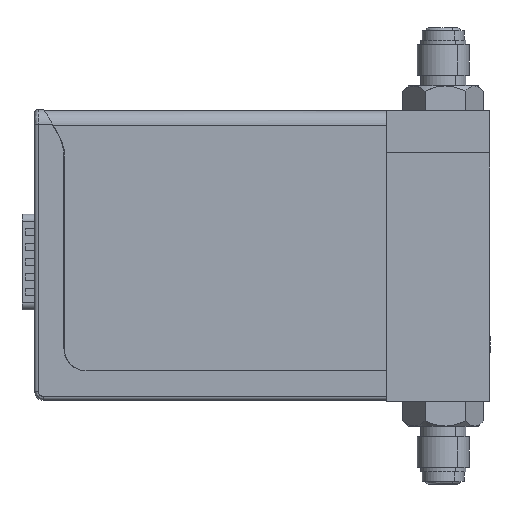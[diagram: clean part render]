
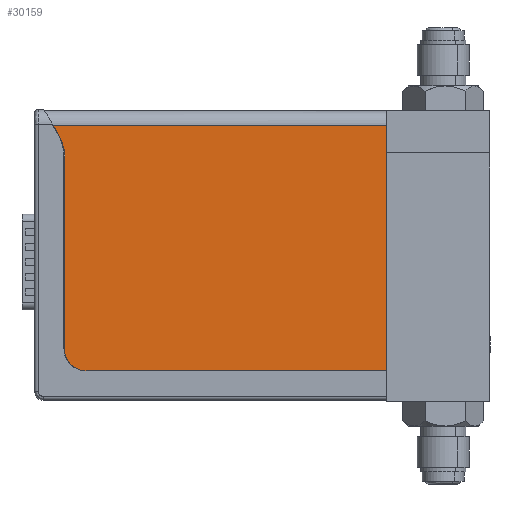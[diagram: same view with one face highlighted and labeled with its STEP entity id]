
A CAD part, left-side view. The second image highlights one B-rep face of the part: STEP entity #30159.
In plain terms, the highlighted planar face has unit normal (-1, 0, 0).
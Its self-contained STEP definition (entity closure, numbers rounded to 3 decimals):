
#21 = CARTESIAN_POINT ( 'NONE',  ( 0., -6.192, -6.642 ) ) ;
#316 = CARTESIAN_POINT ( 'NONE',  ( 0., -13.6, -70.7 ) ) ;
#351 = CARTESIAN_POINT ( 'NONE',  ( 0., -4.667, -4. ) ) ;
#7098 = VERTEX_POINT ( 'NONE', #61364 ) ;
#7112 = VERTEX_POINT ( 'NONE', #351 ) ;
#7158 = VERTEX_POINT ( 'NONE', #61430 ) ;
#7163 = VERTEX_POINT ( 'NONE', #316 ) ;
#7422 = VERTEX_POINT ( 'NONE', #61687 ) ;
#7586 = VERTEX_POINT ( 'NONE', #21 ) ;
#8045 = VERTEX_POINT ( 'NONE', #53762 ) ;
#16536 = AXIS2_PLACEMENT_3D ( 'NONE', #38900, #38937, #38939 ) ;
#20206 = EDGE_CURVE ( 'NONE', #7112, #7098, #41977, .T. ) ;
#20209 = EDGE_CURVE ( 'NONE', #7586, #7112, #42002, .T. ) ;
#20211 = EDGE_CURVE ( 'NONE', #7158, #7586, #41988, .T. ) ;
#20213 = EDGE_CURVE ( 'NONE', #7422, #7158, #41994, .T. ) ;
#20215 = EDGE_CURVE ( 'NONE', #7163, #7422, #42001, .T. ) ;
#20217 = EDGE_CURVE ( 'NONE', #8045, #7163, #42012, .T. ) ;
#20219 = EDGE_CURVE ( 'NONE', #7098, #8045, #41998, .T. ) ;
#30159 = ADVANCED_FACE ( 'NONE', ( #38565 ), #38902, .F. ) ;
#38565 = FACE_OUTER_BOUND ( 'NONE', #61989, .T. ) ;
#38900 = CARTESIAN_POINT ( 'NONE',  ( 0., -13.6, -64.9 ) ) ;
#38902 = PLANE ( 'NONE',  #16536 ) ;
#38937 = DIRECTION ( 'NONE',  ( 1., 0., 0. ) ) ;
#38939 = DIRECTION ( 'NONE',  ( 0., -1., 0. ) ) ;
#41135 = CARTESIAN_POINT ( 'NONE',  ( 0., -13.6, -4. ) ) ;
#41141 = CARTESIAN_POINT ( 'NONE',  ( 0., -6.192, -6.642 ) ) ;
#41143 = DIRECTION ( 'NONE',  ( 0., -1., 0. ) ) ;
#41144 = DIRECTION ( 'NONE',  ( 0., 0.5, 0.866 ) ) ;
#41148 = CARTESIAN_POINT ( 'NONE',  ( 0., -7.8, -64.9 ) ) ;
#41151 = CARTESIAN_POINT ( 'NONE',  ( 0., 4.2, -12.642 ) ) ;
#41152 = DIRECTION ( 'NONE',  ( -1., 0., 0. ) ) ;
#41153 = DIRECTION ( 'NONE',  ( 0., 1., 0. ) ) ;
#41154 = DIRECTION ( 'NONE',  ( 0., 0., 1. ) ) ;
#41155 = CARTESIAN_POINT ( 'NONE',  ( 0., -13.6, -70.7 ) ) ;
#41157 = CARTESIAN_POINT ( 'NONE',  ( 0., -95.4, -64.9 ) ) ;
#41158 = CARTESIAN_POINT ( 'NONE',  ( 0., -13.6, -64.9 ) ) ;
#41159 = DIRECTION ( 'NONE',  ( 1., 0., 0. ) ) ;
#41160 = DIRECTION ( 'NONE',  ( 0., 1., 0. ) ) ;
#41161 = DIRECTION ( 'NONE',  ( 0., 1., 0. ) ) ;
#41164 = DIRECTION ( 'NONE',  ( 0., 0., -1. ) ) ;
#41977 = LINE ( 'NONE', #41135, #41999 ) ;
#41988 = CIRCLE ( 'NONE', #51543, 12. ) ;
#41994 = LINE ( 'NONE', #41148, #42008 ) ;
#41998 = LINE ( 'NONE', #41157, #42018 ) ;
#41999 = VECTOR ( 'NONE', #41143, 1000. ) ;
#42001 = CIRCLE ( 'NONE', #51552, 5.8 ) ;
#42002 = LINE ( 'NONE', #41141, #42004 ) ;
#42004 = VECTOR ( 'NONE', #41144, 1000. ) ;
#42008 = VECTOR ( 'NONE', #41154, 1000. ) ;
#42012 = LINE ( 'NONE', #41155, #42014 ) ;
#42014 = VECTOR ( 'NONE', #41161, 1000. ) ;
#42018 = VECTOR ( 'NONE', #41164, 1000. ) ;
#51543 = AXIS2_PLACEMENT_3D ( 'NONE', #41151, #41152, #41153 ) ;
#51552 = AXIS2_PLACEMENT_3D ( 'NONE', #41158, #41159, #41160 ) ;
#53762 = CARTESIAN_POINT ( 'NONE',  ( 0., -95.4, -70.7 ) ) ;
#56677 = ORIENTED_EDGE ( 'NONE', *, *, #20211, .F. ) ;
#56682 = ORIENTED_EDGE ( 'NONE', *, *, #20209, .F. ) ;
#56683 = ORIENTED_EDGE ( 'NONE', *, *, #20206, .F. ) ;
#56687 = ORIENTED_EDGE ( 'NONE', *, *, #20213, .F. ) ;
#56689 = ORIENTED_EDGE ( 'NONE', *, *, #20215, .F. ) ;
#56765 = ORIENTED_EDGE ( 'NONE', *, *, #20217, .F. ) ;
#56767 = ORIENTED_EDGE ( 'NONE', *, *, #20219, .F. ) ;
#61364 = CARTESIAN_POINT ( 'NONE',  ( 0., -95.4, -4. ) ) ;
#61430 = CARTESIAN_POINT ( 'NONE',  ( 0., -7.8, -12.642 ) ) ;
#61687 = CARTESIAN_POINT ( 'NONE',  ( 0., -7.8, -64.9 ) ) ;
#61989 = EDGE_LOOP ( 'NONE', ( #56683, #56682, #56677, #56687, #56689, #56765, #56767 ) ) ;
